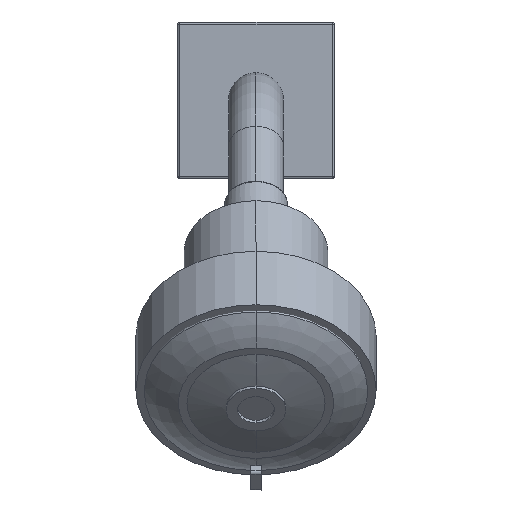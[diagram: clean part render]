
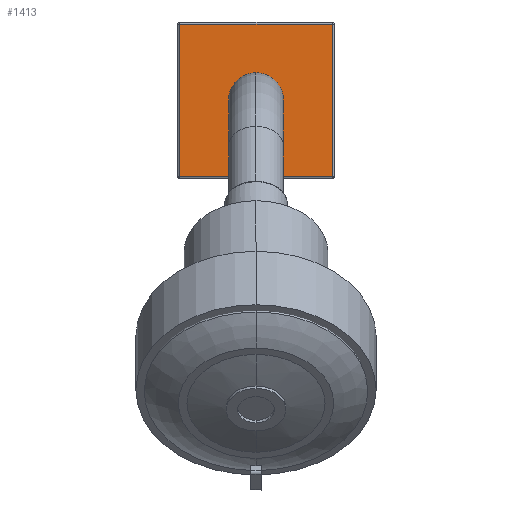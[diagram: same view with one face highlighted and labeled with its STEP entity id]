
A CAD part, top view. The second image highlights one B-rep face of the part: STEP entity #1413.
In plain terms, the highlighted face is planar.
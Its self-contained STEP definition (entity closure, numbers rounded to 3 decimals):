
#47 = VERTEX_POINT ( 'NONE', #158 ) ;
#65 = VECTOR ( 'NONE', #1305, 1000. ) ;
#75 = VERTEX_POINT ( 'NONE', #151 ) ;
#80 = AXIS2_PLACEMENT_3D ( 'NONE', #2648, #2582, #2580 ) ;
#99 = EDGE_CURVE ( 'NONE', #75, #2035, #2420, .T. ) ;
#117 = LINE ( 'NONE', #1280, #65 ) ;
#151 = CARTESIAN_POINT ( 'NONE',  ( 29.2, 9., -29.2 ) ) ;
#158 = CARTESIAN_POINT ( 'NONE',  ( 29.2, 9., 29.2 ) ) ;
#161 = VERTEX_POINT ( 'NONE', #3078 ) ;
#212 = VECTOR ( 'NONE', #1713, 1000. ) ;
#255 = LINE ( 'NONE', #1722, #212 ) ;
#478 = CARTESIAN_POINT ( 'NONE',  ( -29.2, 9., -29.2 ) ) ;
#564 = ORIENTED_EDGE ( 'NONE', *, *, #1798, .T. ) ;
#671 = FACE_OUTER_BOUND ( 'NONE', #1714, .T. ) ;
#844 = VECTOR ( 'NONE', #3130, 1000. ) ;
#881 = LINE ( 'NONE', #3168, #844 ) ;
#1272 = EDGE_CURVE ( 'NONE', #161, #47, #881, .T. ) ;
#1280 = CARTESIAN_POINT ( 'NONE',  ( -29.2, 9., 29.2 ) ) ;
#1305 = DIRECTION ( 'NONE',  ( 0., 0., 1. ) ) ;
#1413 = ADVANCED_FACE ( 'NONE', ( #671 ), #2601, .T. ) ;
#1713 = DIRECTION ( 'NONE',  ( 0., 0., -1. ) ) ;
#1714 = EDGE_LOOP ( 'NONE', ( #2933, #2498, #564, #3194 ) ) ;
#1722 = CARTESIAN_POINT ( 'NONE',  ( 29.2, 9., -29.2 ) ) ;
#1727 = EDGE_CURVE ( 'NONE', #47, #75, #255, .T. ) ;
#1798 = EDGE_CURVE ( 'NONE', #2035, #161, #117, .T. ) ;
#2035 = VERTEX_POINT ( 'NONE', #478 ) ;
#2227 = CARTESIAN_POINT ( 'NONE',  ( -29.2, 9., -29.2 ) ) ;
#2420 = LINE ( 'NONE', #2227, #2612 ) ;
#2498 = ORIENTED_EDGE ( 'NONE', *, *, #99, .T. ) ;
#2580 = DIRECTION ( 'NONE',  ( 0., 0., 1. ) ) ;
#2582 = DIRECTION ( 'NONE',  ( 0., 1., 0. ) ) ;
#2601 = PLANE ( 'NONE',  #80 ) ;
#2612 = VECTOR ( 'NONE', #3240, 1000. ) ;
#2648 = CARTESIAN_POINT ( 'NONE',  ( -30., 9., 30. ) ) ;
#2933 = ORIENTED_EDGE ( 'NONE', *, *, #1727, .T. ) ;
#3078 = CARTESIAN_POINT ( 'NONE',  ( -29.2, 9., 29.2 ) ) ;
#3130 = DIRECTION ( 'NONE',  ( 1., 0., 0. ) ) ;
#3168 = CARTESIAN_POINT ( 'NONE',  ( 29.2, 9., 29.2 ) ) ;
#3194 = ORIENTED_EDGE ( 'NONE', *, *, #1272, .T. ) ;
#3240 = DIRECTION ( 'NONE',  ( -1., 0., 0. ) ) ;
